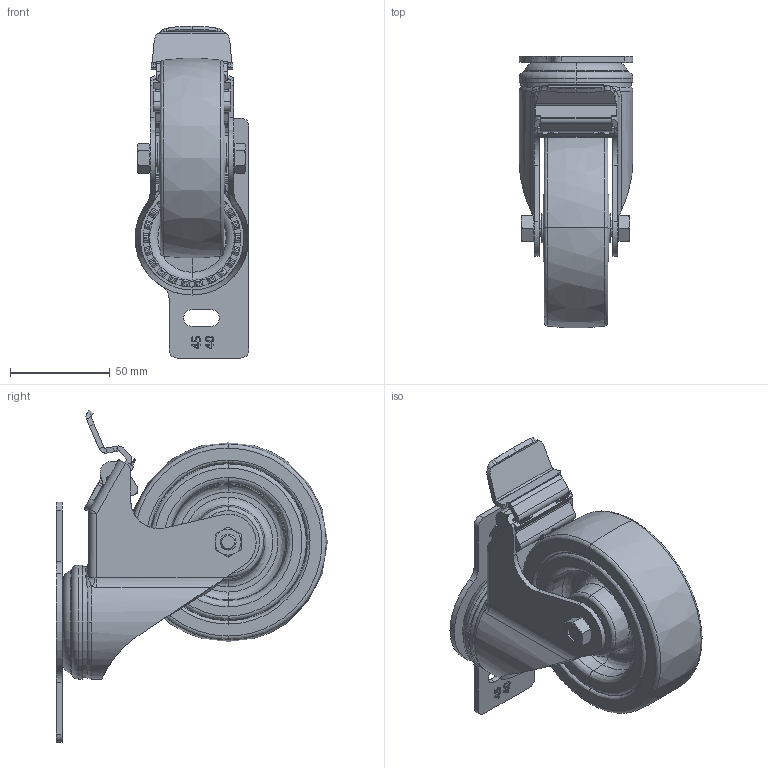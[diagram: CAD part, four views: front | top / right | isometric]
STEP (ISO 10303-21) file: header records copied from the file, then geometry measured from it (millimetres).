
FILE_DESCRIPTION (( 'STEP AP214' ), '1' );
FILE_NAME ('Accessories for aluminium profiles098S100GD4045N.step', '2016-10-19T13:45:07', ( '' ), ( '' ), 'SwSTEP 2.0', 'SolidWorks 2016', '' );
FILE_SCHEMA (( 'AUTOMOTIVE_DESIGN' ));
Length unit declared in the file: millimetre
Products named in the file (5): VPA_101_8K_105080-214_selction no pls; 4DIN931M08048MS01; 4DIN934M08M; 098S4045R.u.Tab_098S100D4045; Accessories for aluminium profiles098S100GD4045N
Assembly tree (4 placements, depth 2):
  Accessories for aluminium profiles098S100GD4045N
    098S4045R.u.Tab_098S100D4045
    4DIN934M08M
    4DIN931M08048MS01
    VPA_101_8K_105080-214_selction no pls
Bounding box: 57 x 135.89 x 166.07 mm (x, y, z)
Volume: 300269.4 mm3; surface area: 88685.2 mm2
Topology: 24 solids, 26 shells, 1673 faces, 4299 edges, 2738 vertices
Faces by surface type: plane 757, bspline 424, cylinder 357, torus 85, cone 47, sphere 3
Entity records: 77055 total; most frequent: CARTESIAN_POINT 34635, ORIENTED_EDGE 8582, DIRECTION 6346, EDGE_CURVE 4291, VERTEX_POINT 2736, VECTOR 2376, LINE 2376, AXIS2_PLACEMENT_3D 1985
